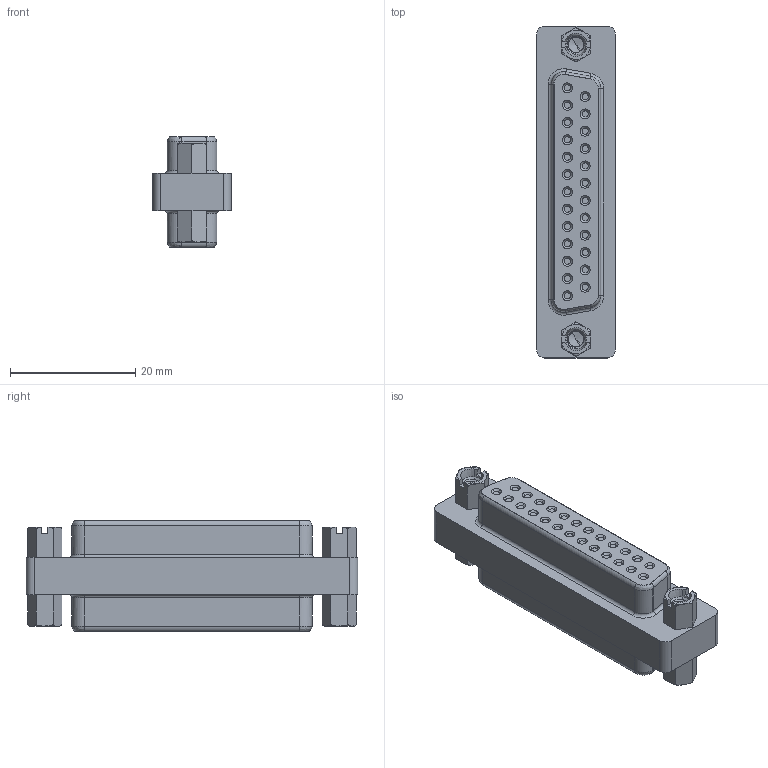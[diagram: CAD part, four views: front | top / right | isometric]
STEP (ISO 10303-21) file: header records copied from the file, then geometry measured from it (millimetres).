
FILE_DESCRIPTION(('CATIA V5 STEP','CAx-IF Rec.Pracs.--- Model Styling and Organization---1.2---2011-12-15'),'2;1');
FILE_NAME ('13510153_2', '2018-08-30T10:51:01+00:00', ('none'), ('Weidmueller'), 'CATIA Version 5-6 Release 2014 SP4 HF52', 'CATIA V5 STEP AP214', 'none');
FILE_SCHEMA(('AUTOMOTIVE_DESIGN { 1 0 10303 214 1 1 1 1 }'));
Products named in the file (1): 1450880000
Bounding box: 12.55 x 53.05 x 17.6 mm (x, y, z)
Volume: 7485.9 mm3; surface area: 6723.1 mm2
Topology: 1 solids, 51 shells, 2340 faces, 6500 edges, 4122 vertices
Faces by surface type: cone 1024, plane 638, cylinder 614, bspline 34, torus 30
Entity records: 93467 total; most frequent: CARTESIAN_POINT 41593, ORIENTED_EDGE 12992, DIRECTION 7237, EDGE_CURVE 6496, VERTEX_POINT 4122, AXIS2_PLACEMENT_3D 3494, B_SPLINE_CURVE_WITH_KNOTS 3327, EDGE_LOOP 2408
